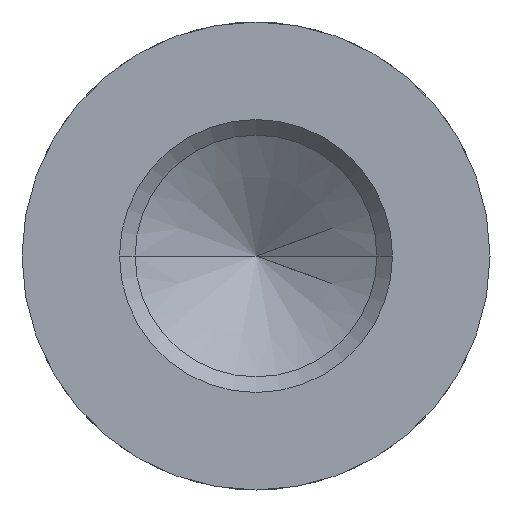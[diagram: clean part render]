
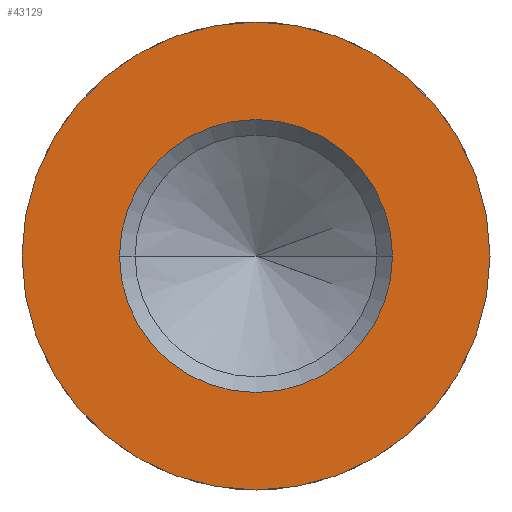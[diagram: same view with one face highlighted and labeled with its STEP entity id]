
A CAD part, front view. The second image highlights one B-rep face of the part: STEP entity #43129.
In plain terms, the highlighted planar face has unit normal (0, -1, 0).
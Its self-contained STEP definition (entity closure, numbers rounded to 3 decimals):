
#229=CARTESIAN_POINT('',(0.,0.,0.));
#230=DIRECTION('',(0.,1.,0.));
#231=DIRECTION('',(1.,0.,0.));
#232=AXIS2_PLACEMENT_3D('',#229,#230,#231);
#234=CARTESIAN_POINT('',(0.,0.,0.));
#235=DIRECTION('',(0.,-1.,0.));
#236=DIRECTION('',(1.,0.,0.));
#237=AXIS2_PLACEMENT_3D('',#234,#235,#236);
#239=CARTESIAN_POINT('',(0.,0.,0.));
#240=DIRECTION('',(0.,1.,0.));
#241=DIRECTION('',(1.,0.,0.));
#242=AXIS2_PLACEMENT_3D('',#239,#240,#241);
#244=CARTESIAN_POINT('',(0.,0.,0.));
#245=DIRECTION('',(0.,1.,0.));
#246=DIRECTION('',(-1.,0.,0.));
#247=AXIS2_PLACEMENT_3D('',#244,#245,#246);
#38278=CARTESIAN_POINT('',(15.,0.,0.));
#38279=VERTEX_POINT('',#38278);
#38280=CARTESIAN_POINT('',(-15.,0.,0.));
#38281=VERTEX_POINT('',#38280);
#38298=CARTESIAN_POINT('',(8.75,0.,0.));
#38299=CARTESIAN_POINT('',(-8.75,0.,0.));
#38300=VERTEX_POINT('',#38298);
#38301=VERTEX_POINT('',#38299);
#43114=CARTESIAN_POINT('',(0.,0.,0.));
#43115=DIRECTION('',(0.,-1.,0.));
#43116=DIRECTION('',(-1.,0.,0.));
#43117=AXIS2_PLACEMENT_3D('',#43114,#43115,#43116);
#43118=PLANE('',#43117);
#43119=ORIENTED_EDGE('',*,*,#43096,.T.);
#43120=ORIENTED_EDGE('',*,*,#43107,.F.);
#43121=EDGE_LOOP('',(#43119,#43120));
#43122=FACE_OUTER_BOUND('',#43121,.F.);
#43124=ORIENTED_EDGE('',*,*,#43123,.F.);
#43126=ORIENTED_EDGE('',*,*,#43125,.F.);
#43127=EDGE_LOOP('',(#43124,#43126));
#43128=FACE_BOUND('',#43127,.F.);
#43129=ADVANCED_FACE('',(#43122,#43128),#43118,.T.);
#233=CIRCLE('',#232,15.);
#238=CIRCLE('',#237,15.);
#243=CIRCLE('',#242,8.75);
#248=CIRCLE('',#247,8.75);
#43096=EDGE_CURVE('',#38279,#38281,#233,.T.);
#43107=EDGE_CURVE('',#38279,#38281,#238,.T.);
#43123=EDGE_CURVE('',#38300,#38301,#243,.T.);
#43125=EDGE_CURVE('',#38301,#38300,#248,.T.);
